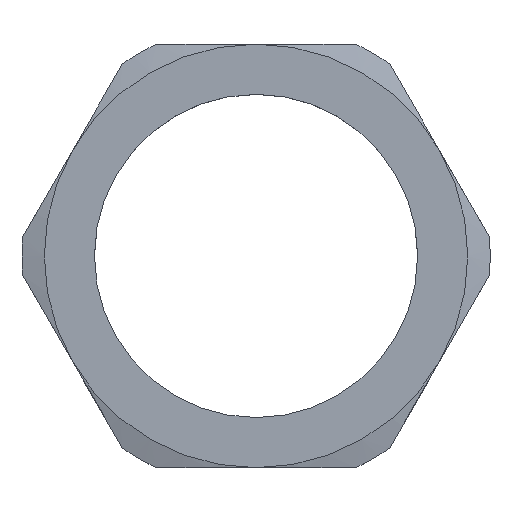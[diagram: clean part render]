
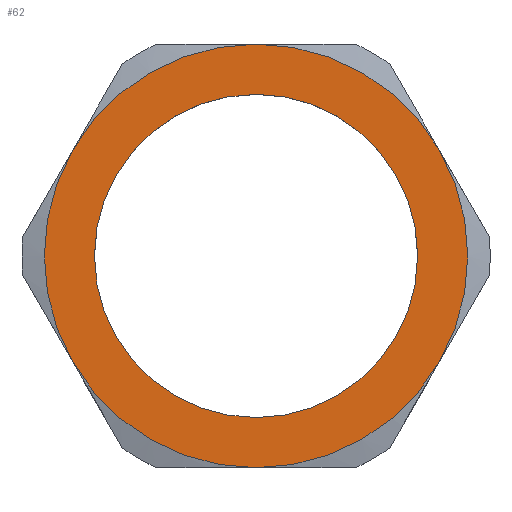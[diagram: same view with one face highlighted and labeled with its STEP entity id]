
A CAD part, top view. The second image highlights one B-rep face of the part: STEP entity #62.
In plain terms, the highlighted planar face has unit normal (0, 0, 1).
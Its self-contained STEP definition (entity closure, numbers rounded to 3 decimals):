
#6 = ORIENTED_EDGE ( 'NONE', *, *, #311, .F. ) ;
#16 = ORIENTED_EDGE ( 'NONE', *, *, #367, .F. ) ;
#44 = EDGE_CURVE ( 'NONE', #475, #257, #305, .T. ) ;
#47 = ORIENTED_EDGE ( 'NONE', *, *, #384, .F. ) ;
#62 = ADVANCED_FACE ( 'NONE', ( #294, #290 ), #592, .T. ) ;
#102 = EDGE_CURVE ( 'NONE', #635, #475, #320, .T. ) ;
#103 = ORIENTED_EDGE ( 'NONE', *, *, #143, .F. ) ;
#110 = EDGE_LOOP ( 'NONE', ( #176, #47, #103, #170, #482, #317 ) ) ;
#116 = AXIS2_PLACEMENT_3D ( 'NONE', #237, #230, #226 ) ;
#134 = AXIS2_PLACEMENT_3D ( 'NONE', #248, #246, #245 ) ;
#143 = EDGE_CURVE ( 'NONE', #276, #622, #380, .T. ) ;
#170 = ORIENTED_EDGE ( 'NONE', *, *, #787, .F. ) ;
#176 = ORIENTED_EDGE ( 'NONE', *, *, #784, .F. ) ;
#226 = DIRECTION ( 'NONE',  ( 0., 1., 0. ) ) ;
#227 = AXIS2_PLACEMENT_3D ( 'NONE', #576, #575, #573 ) ;
#230 = DIRECTION ( 'NONE',  ( 0., 0., -1. ) ) ;
#235 = AXIS2_PLACEMENT_3D ( 'NONE', #581, #580, #579 ) ;
#237 = CARTESIAN_POINT ( 'NONE',  ( 0., 0., 1.4 ) ) ;
#245 = DIRECTION ( 'NONE',  ( 0., 1., 0. ) ) ;
#246 = DIRECTION ( 'NONE',  ( 0., 0., -1. ) ) ;
#248 = CARTESIAN_POINT ( 'NONE',  ( 0., 0., 1.4 ) ) ;
#257 = VERTEX_POINT ( 'NONE', #697 ) ;
#276 = VERTEX_POINT ( 'NONE', #706 ) ;
#286 = CARTESIAN_POINT ( 'NONE',  ( -7.25, 0., 1.4 ) ) ;
#290 = FACE_OUTER_BOUND ( 'NONE', #110, .T. ) ;
#294 = FACE_BOUND ( 'NONE', #502, .T. ) ;
#305 = CIRCLE ( 'NONE', #709, 9.5 ) ;
#311 = EDGE_CURVE ( 'NONE', #344, #751, #619, .T. ) ;
#317 = ORIENTED_EDGE ( 'NONE', *, *, #102, .F. ) ;
#320 = CIRCLE ( 'NONE', #561, 9.5 ) ;
#343 = DIRECTION ( 'NONE',  ( 0., 1., 0. ) ) ;
#344 = VERTEX_POINT ( 'NONE', #600 ) ;
#347 = CARTESIAN_POINT ( 'NONE',  ( 8.227, 4.75, 1.4 ) ) ;
#350 = CARTESIAN_POINT ( 'NONE',  ( 0., 0., 1.4 ) ) ;
#353 = CARTESIAN_POINT ( 'NONE',  ( -8.227, 4.75, 1.4 ) ) ;
#356 = DIRECTION ( 'NONE',  ( 0., 0., -1. ) ) ;
#363 = AXIS2_PLACEMENT_3D ( 'NONE', #642, #641, #640 ) ;
#367 = EDGE_CURVE ( 'NONE', #751, #344, #609, .T. ) ;
#380 = CIRCLE ( 'NONE', #504, 9.5 ) ;
#384 = EDGE_CURVE ( 'NONE', #622, #548, #538, .T. ) ;
#426 = CARTESIAN_POINT ( 'NONE',  ( 0., 9.5, 1.4 ) ) ;
#444 = DIRECTION ( 'NONE',  ( 0., 1., 0. ) ) ;
#471 = CARTESIAN_POINT ( 'NONE',  ( 8.227, -4.75, 1.4 ) ) ;
#475 = VERTEX_POINT ( 'NONE', #471 ) ;
#482 = ORIENTED_EDGE ( 'NONE', *, *, #44, .F. ) ;
#493 = CIRCLE ( 'NONE', #116, 9.5 ) ;
#502 = EDGE_LOOP ( 'NONE', ( #6, #16 ) ) ;
#504 = AXIS2_PLACEMENT_3D ( 'NONE', #785, #782, #781 ) ;
#521 = CIRCLE ( 'NONE', #134, 9.5 ) ;
#538 = CIRCLE ( 'NONE', #227, 9.5 ) ;
#548 = VERTEX_POINT ( 'NONE', #426 ) ;
#561 = AXIS2_PLACEMENT_3D ( 'NONE', #350, #356, #343 ) ;
#573 = DIRECTION ( 'NONE',  ( 0., 1., 0. ) ) ;
#575 = DIRECTION ( 'NONE',  ( 0., 0., -1. ) ) ;
#576 = CARTESIAN_POINT ( 'NONE',  ( 0., 0., 1.4 ) ) ;
#579 = DIRECTION ( 'NONE',  ( 1., 0., 0. ) ) ;
#580 = DIRECTION ( 'NONE',  ( 0., 0., 1. ) ) ;
#581 = CARTESIAN_POINT ( 'NONE',  ( 0., 0., 1.4 ) ) ;
#587 = CARTESIAN_POINT ( 'NONE',  ( 0., 0., 1.4 ) ) ;
#592 = PLANE ( 'NONE',  #629 ) ;
#600 = CARTESIAN_POINT ( 'NONE',  ( 7.25, 0., 1.4 ) ) ;
#606 = DIRECTION ( 'NONE',  ( 0., 0., 1. ) ) ;
#609 = CIRCLE ( 'NONE', #235, 7.25 ) ;
#619 = CIRCLE ( 'NONE', #363, 7.25 ) ;
#622 = VERTEX_POINT ( 'NONE', #353 ) ;
#629 = AXIS2_PLACEMENT_3D ( 'NONE', #683, #606, #652 ) ;
#635 = VERTEX_POINT ( 'NONE', #347 ) ;
#640 = DIRECTION ( 'NONE',  ( 1., 0., 0. ) ) ;
#641 = DIRECTION ( 'NONE',  ( 0., 0., 1. ) ) ;
#642 = CARTESIAN_POINT ( 'NONE',  ( 0., 0., 1.4 ) ) ;
#652 = DIRECTION ( 'NONE',  ( 1., 0., 0. ) ) ;
#683 = CARTESIAN_POINT ( 'NONE',  ( 0., 0., 1.4 ) ) ;
#697 = CARTESIAN_POINT ( 'NONE',  ( 0., -9.5, 1.4 ) ) ;
#706 = CARTESIAN_POINT ( 'NONE',  ( -8.227, -4.75, 1.4 ) ) ;
#709 = AXIS2_PLACEMENT_3D ( 'NONE', #587, #771, #444 ) ;
#751 = VERTEX_POINT ( 'NONE', #286 ) ;
#771 = DIRECTION ( 'NONE',  ( 0., 0., -1. ) ) ;
#781 = DIRECTION ( 'NONE',  ( 0., 1., 0. ) ) ;
#782 = DIRECTION ( 'NONE',  ( 0., 0., -1. ) ) ;
#784 = EDGE_CURVE ( 'NONE', #548, #635, #521, .T. ) ;
#785 = CARTESIAN_POINT ( 'NONE',  ( 0., 0., 1.4 ) ) ;
#787 = EDGE_CURVE ( 'NONE', #257, #276, #493, .T. ) ;
